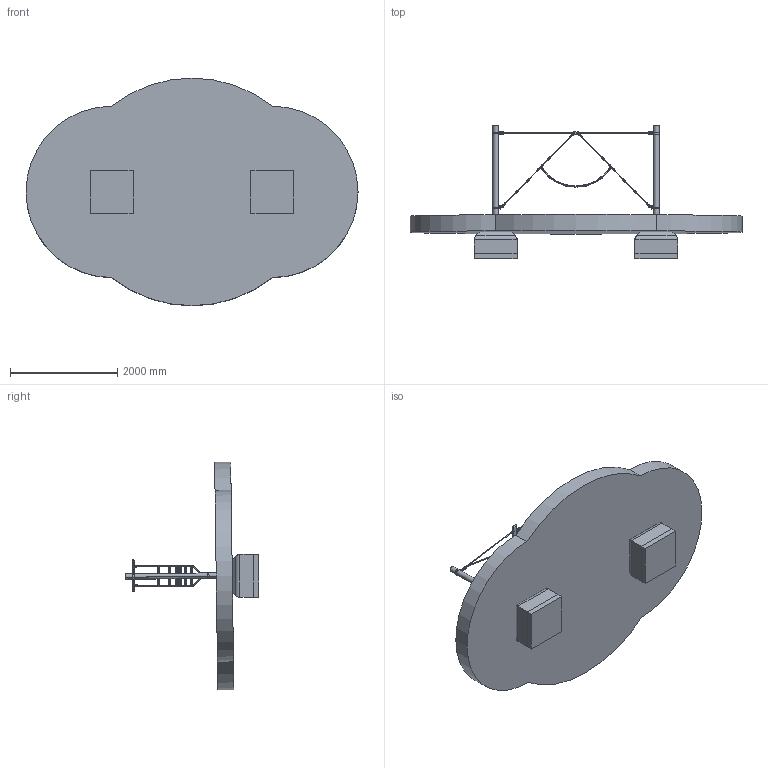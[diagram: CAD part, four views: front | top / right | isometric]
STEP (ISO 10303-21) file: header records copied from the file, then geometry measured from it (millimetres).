
FILE_DESCRIPTION (( 'STEP AP214' ), '1' );
FILE_NAME ('3erLeiter.STEP', '2019-03-12T09:51:18', ( '' ), ( '' ), 'SwSTEP 2.0', 'SolidWorks 2016', '' );
FILE_SCHEMA (( 'AUTOMOTIVE_DESIGN' ));
Length unit declared in the file: metre
Products named in the file (25): Senkrechte LeiterStahl_1; Bew. TStück Längs BeigeStahl_1; Bew. TStück Quer BeigeStahl_1; Seilstopper einteilig BeigeStahl_1; 457-05 - Kunststoff Kausche beigeStahl_1; 70-5602 - Beckmann Sprosse rotStahl_1; 3er_LeiterStahl; AussenleiterStahl_Standard_Wie bearbeitet_; 70-5602 - Beckmann Sprosse rot; Leiterseil_Standard_Wie bearbeitet_; Oberes_SeilStahl_1; Bew. T-Stück Längsträger; Bew. TStück Quer halb abgeschnitten BeigeStahl_1; 457-04 - Kunststoff Kausche_Blau; Holzsprosse_f黵_3erLeiterStahl_1; 55-02-08 - Schäkel M8 geschweift; oberes_SeilStahl_Standard_Wie bearbeitet_; 70-4594-70 - PA-Adapter; Fundament_1; 35-102 - Pfostenschelle f黵 102er Rohr; 3erLeiter; Fallschutz1Stahl_1; Kopie von Pfostenkomplett^4960-4_S; stahlpfosten_1; 3er_LeiterStahl_1
Assembly tree (53 placements, depth 5):
  3erLeiter
    3er_LeiterStahl
      3er_LeiterStahl_1
        Oberes_SeilStahl_1
          oberes_SeilStahl_Standard_Wie bearbeitet_
          Holzsprosse_f黵_3erLeiterStahl_1
          Bew. TStück Quer halb abgeschnitten BeigeStahl_1  x4
        Senkrechte LeiterStahl_1  x2
          AussenleiterStahl_Standard_Wie bearbeitet_
          70-5602 - Beckmann Sprosse rotStahl_1
          457-05 - Kunststoff Kausche beigeStahl_1
          Seilstopper einteilig BeigeStahl_1
          Bew. TStück Quer BeigeStahl_1
          Bew. TStück Längs BeigeStahl_1
      Kopie von Pfostenkomplett^4960-4_S  x2
        stahlpfosten_1
      Fallschutz1Stahl_1
      35-102 - Pfostenschelle f黵 102er Rohr  x4
      Fundament_1  x2
      70-4594-70 - PA-Adapter  x4
      55-02-08 - Schäkel M8 geschweift  x4
      457-04 - Kunststoff Kausche_Blau  x2
      Bew. T-Stück Längsträger  x4
      Leiterseil_Standard_Wie bearbeitet_  x2
      70-5602 - Beckmann Sprosse rot  x4
Bounding box: 6200 x 2500.55 x 4253.77 mm (x, y, z)
Volume: 6610796239.7 mm3; surface area: 58337721.1 mm2
Topology: 88 solids, 88 shells, 5291 faces, 13951 edges, 8908 vertices
Faces by surface type: plane 3028, cylinder 1353, bspline 630, cone 280
Entity records: 58421 total; most frequent: CARTESIAN_POINT 23818, ORIENTED_EDGE 7308, DIRECTION 6539, EDGE_CURVE 3654, VERTEX_POINT 2330, AXIS2_PLACEMENT_3D 2278, VECTOR 1983, LINE 1983
